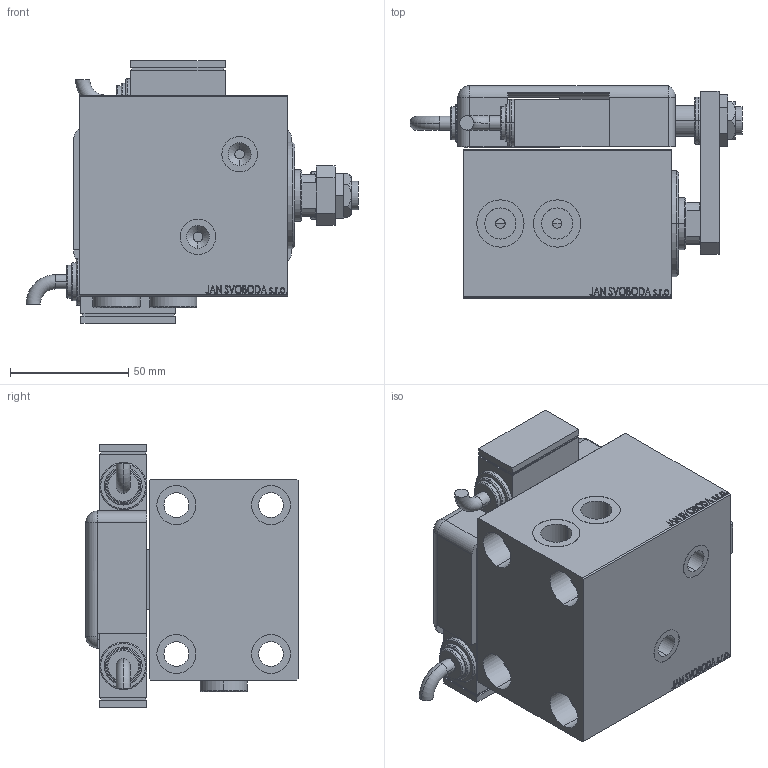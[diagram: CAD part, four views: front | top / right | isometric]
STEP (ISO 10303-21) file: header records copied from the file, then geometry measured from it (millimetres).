
FILE_DESCRIPTION (( 'STEP AP203' ), '1' );
FILE_NAME ('d580.STEP', '2022-04-17T16:16:00', ( '' ), ( '' ), 'SwSTEP 2.0', 'SolidWorks 2019', '' );
FILE_SCHEMA (( 'CONFIG_CONTROL_DESIGN' ));
Length unit declared in the file: millimetre
Products named in the file (14): SWITCH DIM A_G 829af2060d71d3ac606756f9d9639e1a; ZARAZKA_Q 829af2060d71d3ac606756f9d9639e1a; V450CP_C 829af2060d71d3ac606756f9d9639e1a; SWITCH Q 829af2060d71d3ac606756f9d9639e1a; PLUG 829af2060d71d3ac606756f9d9639e1a; SWITCH_Q_FRONT_BACK 829af2060d71d3ac606756f9d9639e1a; V450CP_VC_B 829af2060d71d3ac606756f9d9639e1a; V450CP_B_VCP 829af2060d71d3ac606756f9d9639e1a; NUT_D19 829af2060d71d3ac606756f9d9639e1a; MAGNETIC SWITCH Q 829af2060d71d3ac606756f9d9639e1a; TYC 829af2060d71d3ac606756f9d9639e1a; NUT_D13 829af2060d71d3ac606756f9d9639e1a; d580; KRYT 829af2060d71d3ac606756f9d9639e1a
Assembly tree (15 placements, depth 3):
  d580
    V450CP_C 829af2060d71d3ac606756f9d9639e1a
    MAGNETIC SWITCH Q 829af2060d71d3ac606756f9d9639e1a
      SWITCH_Q_FRONT_BACK 829af2060d71d3ac606756f9d9639e1a
      TYC 829af2060d71d3ac606756f9d9639e1a
      ZARAZKA_Q 829af2060d71d3ac606756f9d9639e1a
      SWITCH DIM A_G 829af2060d71d3ac606756f9d9639e1a
      NUT_D19 829af2060d71d3ac606756f9d9639e1a
      NUT_D13 829af2060d71d3ac606756f9d9639e1a
      KRYT 829af2060d71d3ac606756f9d9639e1a
      SWITCH Q 829af2060d71d3ac606756f9d9639e1a  x2
    V450CP_B_VCP 829af2060d71d3ac606756f9d9639e1a
    V450CP_VC_B 829af2060d71d3ac606756f9d9639e1a
    PLUG 829af2060d71d3ac606756f9d9639e1a  x2
Bounding box: 140.46 x 89.8 x 111 mm (x, y, z)
Volume: 557410 mm3; surface area: 137121.1 mm2
Topology: 15 solids, 15 shells, 1323 faces, 3326 edges, 2187 vertices
Faces by surface type: plane 653, bspline 471, cylinder 145, cone 26, torus 26, sphere 2
Entity records: 61580 total; most frequent: CARTESIAN_POINT 32557, ORIENTED_EDGE 6376, DIRECTION 4166, EDGE_CURVE 3188, VERTEX_POINT 2103, LINE 1890, VECTOR 1890, EDGE_LOOP 1449
